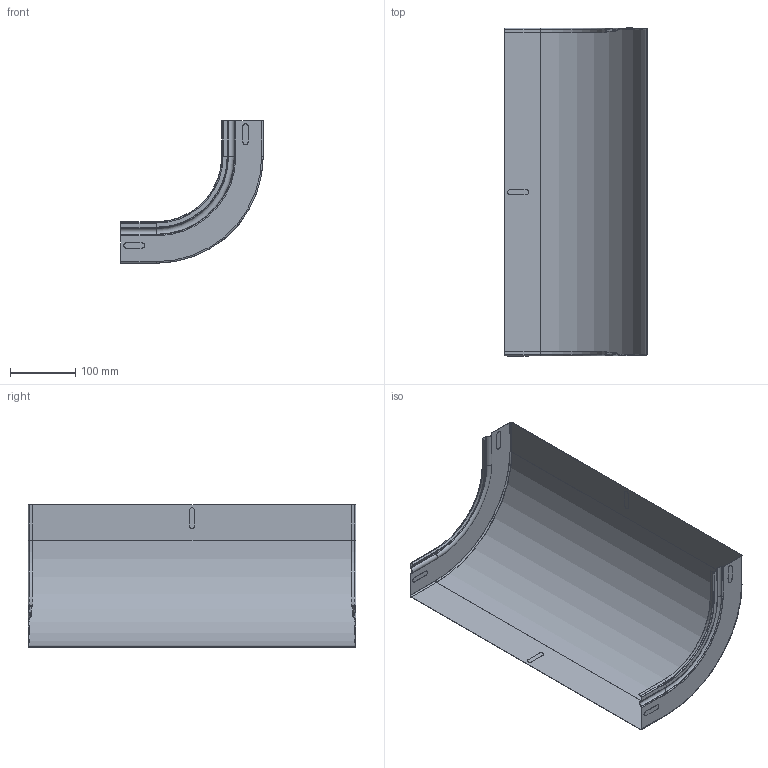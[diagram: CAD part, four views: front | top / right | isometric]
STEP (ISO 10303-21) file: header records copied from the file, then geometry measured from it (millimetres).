
FILE_DESCRIPTION(/* description */ (''),/* implementation_level */ '2;1');
FILE_NAME(/* name */ '480816.stp',/* time_stamp */ '2025-12-05T09:42:45+01:00',/* author */ ('mael.lecharpentier'),/* organization */ (''),/* preprocessor_version */ 'ST-DEVELOPER v20',/* originating_system */ 'AutoCAD Mechanical',/* authorisation */ '');
FILE_SCHEMA (('AUTOMOTIVE_DESIGN { 1 0 10303 214 3 1 1 }'));
Length unit declared in the file: millimetre
Products named in the file (1): Product
Bounding box: 219.1 x 502.8 x 219.1 mm (x, y, z)
Volume: 137100.4 mm3; surface area: 460969.6 mm2
Topology: 1 solids, 13 shells, 106 faces, 284 edges, 192 vertices
Faces by surface type: cylinder 46, plane 38, torus 20, cone 2
Entity records: 3393 total; most frequent: DIRECTION 638, CARTESIAN_POINT 583, ORIENTED_EDGE 520, EDGE_CURVE 284, AXIS2_PLACEMENT_3D 247, VERTEX_POINT 192, LINE 144, VECTOR 144
